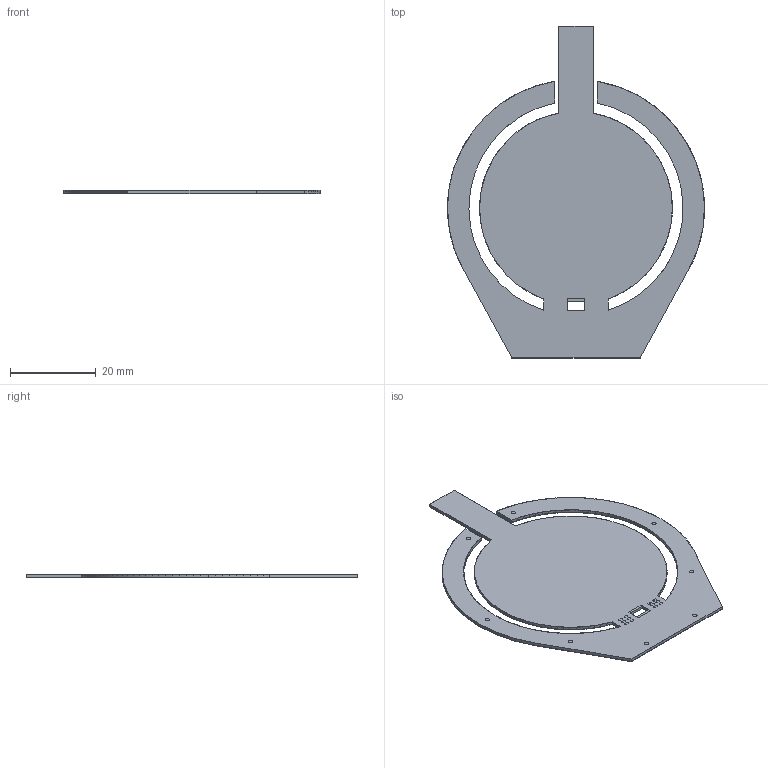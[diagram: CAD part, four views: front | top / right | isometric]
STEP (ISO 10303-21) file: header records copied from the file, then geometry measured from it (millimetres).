
FILE_DESCRIPTION(('Open CASCADE Model'),'2;1');
FILE_NAME('Open CASCADE Shape Model','2024-03-06T15:49:10',('Author'),( 'Open CASCADE'),'Open CASCADE STEP processor 7.5','Open CASCADE 7.5' ,'Unknown');
FILE_SCHEMA(('AUTOMOTIVE_DESIGN { 1 0 10303 214 1 1 1 1 }'));
Length unit declared in the file: millimetre
Products named in the file (5): PCB; Board; Open CASCADE STEP translator 7.5 3.1.1; Free-Models; Transdutor_Modelo_3D
Assembly tree (4 placements, depth 3):
  PCB
    Board
      Open CASCADE STEP translator 7.5 3.1.1
    Free-Models
      Transdutor_Modelo_3D
Bounding box: 60 x 77.5 x 0.75 mm (x, y, z)
Surface area: 12163.2 mm2
Topology: 2 solids, 2 shells, 496 faces, 1476 edges, 984 vertices
Faces by surface type: plane 479, cylinder 17
Full cylindrical faces by diameter (mm): 1 x8
Entity records: 16493 total; most frequent: CARTESIAN_POINT 2961, ORIENTED_EDGE 2952, DIRECTION 2512, EDGE_CURVE 1476, LINE 1442, VECTOR 1442, VERTEX_POINT 984, FACE_BOUND 540
